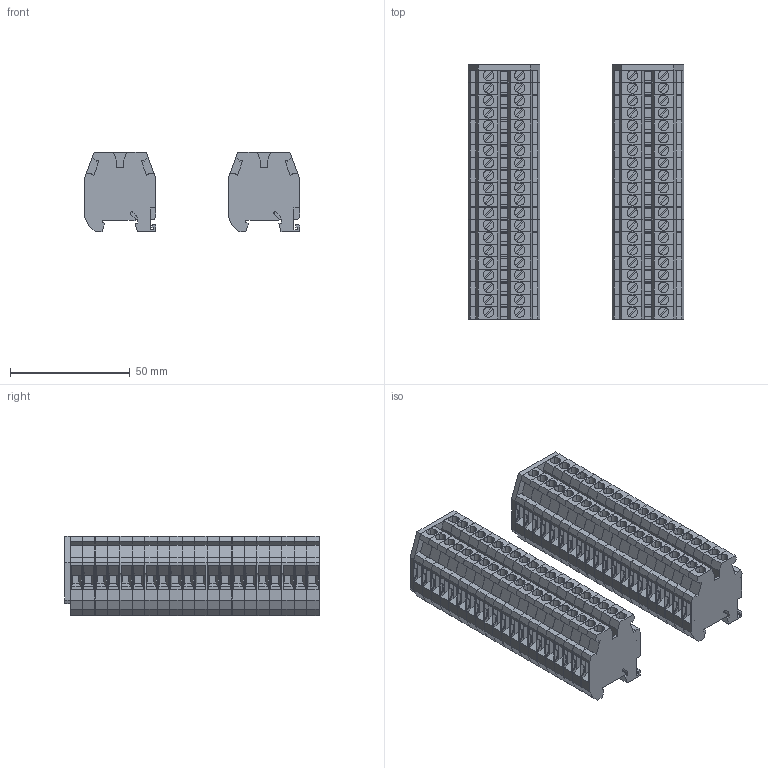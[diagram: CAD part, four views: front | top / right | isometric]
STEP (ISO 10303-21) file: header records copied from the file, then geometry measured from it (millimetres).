
FILE_DESCRIPTION (( 'STEP AP214' ), '1' );
FILE_NAME ('BRA-TB20.STEP', '2021-07-30T09:37:52', ( '' ), ( '' ), 'SwSTEP 2.0', 'SolidWorks 2020', '' );
FILE_SCHEMA (( 'AUTOMOTIVE_DESIGN' ));
Length unit declared in the file: millimetre
Products named in the file (3): MUT_2.5-select; D-MUT_2.5_4-select; BRA-TB20
Assembly tree (42 placements, depth 2):
  BRA-TB20
    MUT_2.5-select  x40
    D-MUT_2.5_4-select  x2
Bounding box: 89.9 x 106.15 x 33.25 mm (x, y, z)
Volume: 136214.3 mm3; surface area: 126582.8 mm2
Topology: 42 solids, 42 shells, 4940 faces, 14328 edges, 9552 vertices
Faces by surface type: plane 4300, cylinder 640
Entity records: 6187 total; most frequent: CARTESIAN_POINT 819, DIRECTION 774, ORIENTED_EDGE 762, EDGE_CURVE 381, VECTOR 340, LINE 340, VERTEX_POINT 254, AXIS2_PLACEMENT_3D 217
